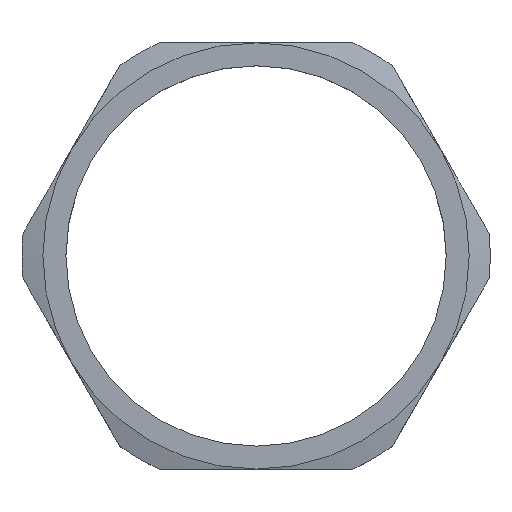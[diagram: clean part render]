
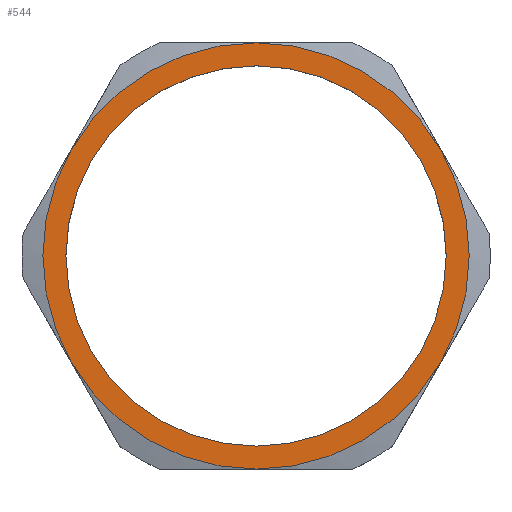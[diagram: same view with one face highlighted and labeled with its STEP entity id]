
A CAD part, top view. The second image highlights one B-rep face of the part: STEP entity #544.
In plain terms, the highlighted planar face has unit normal (0, 0, 1).
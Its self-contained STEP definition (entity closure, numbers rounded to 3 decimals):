
#52 = ORIENTED_EDGE ( 'NONE', *, *, #361, .F. ) ;
#54 = EDGE_LOOP ( 'NONE', ( #678, #587 ) ) ;
#58 = AXIS2_PLACEMENT_3D ( 'NONE', #451, #440, #437 ) ;
#65 = VERTEX_POINT ( 'NONE', #640 ) ;
#75 = VERTEX_POINT ( 'NONE', #656 ) ;
#81 = AXIS2_PLACEMENT_3D ( 'NONE', #479, #478, #476 ) ;
#97 = AXIS2_PLACEMENT_3D ( 'NONE', #583, #582, #579 ) ;
#103 = AXIS2_PLACEMENT_3D ( 'NONE', #621, #620, #618 ) ;
#121 = AXIS2_PLACEMENT_3D ( 'NONE', #675, #674, #673 ) ;
#123 = AXIS2_PLACEMENT_3D ( 'NONE', #693, #691, #690 ) ;
#126 = EDGE_LOOP ( 'NONE', ( #52, #175, #787, #777, #323, #367 ) ) ;
#143 = AXIS2_PLACEMENT_3D ( 'NONE', #758, #754, #752 ) ;
#164 = AXIS2_PLACEMENT_3D ( 'NONE', #369, #363, #324 ) ;
#175 = ORIENTED_EDGE ( 'NONE', *, *, #322, .F. ) ;
#193 = AXIS2_PLACEMENT_3D ( 'NONE', #509, #508, #502 ) ;
#245 = EDGE_CURVE ( 'NONE', #611, #677, #252, .T. ) ;
#252 = CIRCLE ( 'NONE', #164, 25.5 ) ;
#282 = CIRCLE ( 'NONE', #143, 25.5 ) ;
#284 = EDGE_CURVE ( 'NONE', #677, #75, #282, .T. ) ;
#290 = CARTESIAN_POINT ( 'NONE',  ( -22.084, -12.75, 2.5 ) ) ;
#303 = VERTEX_POINT ( 'NONE', #725 ) ;
#304 = VERTEX_POINT ( 'NONE', #723 ) ;
#322 = EDGE_CURVE ( 'NONE', #75, #304, #335, .T. ) ;
#323 = ORIENTED_EDGE ( 'NONE', *, *, #477, .F. ) ;
#324 = DIRECTION ( 'NONE',  ( 0., 1., 0. ) ) ;
#331 = EDGE_CURVE ( 'NONE', #350, #368, #786, .T. ) ;
#334 = CIRCLE ( 'NONE', #81, 22.75 ) ;
#335 = CIRCLE ( 'NONE', #123, 25.5 ) ;
#344 = CIRCLE ( 'NONE', #97, 25.5 ) ;
#350 = VERTEX_POINT ( 'NONE', #649 ) ;
#361 = EDGE_CURVE ( 'NONE', #304, #65, #549, .T. ) ;
#363 = DIRECTION ( 'NONE',  ( 0., 0., -1. ) ) ;
#367 = ORIENTED_EDGE ( 'NONE', *, *, #401, .F. ) ;
#368 = VERTEX_POINT ( 'NONE', #646 ) ;
#369 = CARTESIAN_POINT ( 'NONE',  ( 0., 0., 2.5 ) ) ;
#395 = CARTESIAN_POINT ( 'NONE',  ( 0., -25.5, 2.5 ) ) ;
#401 = EDGE_CURVE ( 'NONE', #65, #303, #344, .T. ) ;
#437 = DIRECTION ( 'NONE',  ( 1., 0., 0. ) ) ;
#440 = DIRECTION ( 'NONE',  ( 0., 0., 1. ) ) ;
#448 = PLANE ( 'NONE',  #58 ) ;
#451 = CARTESIAN_POINT ( 'NONE',  ( 0., 0., 2.5 ) ) ;
#476 = DIRECTION ( 'NONE',  ( 1., 0., 0. ) ) ;
#477 = EDGE_CURVE ( 'NONE', #303, #611, #568, .T. ) ;
#478 = DIRECTION ( 'NONE',  ( 0., 0., 1. ) ) ;
#479 = CARTESIAN_POINT ( 'NONE',  ( 0., 0., 2.5 ) ) ;
#502 = DIRECTION ( 'NONE',  ( 0., 1., 0. ) ) ;
#508 = DIRECTION ( 'NONE',  ( 0., 0., -1. ) ) ;
#509 = CARTESIAN_POINT ( 'NONE',  ( 0., 0., 2.5 ) ) ;
#523 = EDGE_CURVE ( 'NONE', #368, #350, #334, .T. ) ;
#544 = ADVANCED_FACE ( 'NONE', ( #600, #753 ), #448, .T. ) ;
#549 = CIRCLE ( 'NONE', #103, 25.5 ) ;
#568 = CIRCLE ( 'NONE', #193, 25.5 ) ;
#579 = DIRECTION ( 'NONE',  ( 0., 1., 0. ) ) ;
#582 = DIRECTION ( 'NONE',  ( 0., 0., -1. ) ) ;
#583 = CARTESIAN_POINT ( 'NONE',  ( 0., 0., 2.5 ) ) ;
#587 = ORIENTED_EDGE ( 'NONE', *, *, #523, .F. ) ;
#600 = FACE_BOUND ( 'NONE', #54, .T. ) ;
#611 = VERTEX_POINT ( 'NONE', #395 ) ;
#618 = DIRECTION ( 'NONE',  ( 0., 1., 0. ) ) ;
#620 = DIRECTION ( 'NONE',  ( 0., 0., -1. ) ) ;
#621 = CARTESIAN_POINT ( 'NONE',  ( 0., 0., 2.5 ) ) ;
#640 = CARTESIAN_POINT ( 'NONE',  ( 22.084, 12.75, 2.5 ) ) ;
#646 = CARTESIAN_POINT ( 'NONE',  ( -22.75, 0., 2.5 ) ) ;
#649 = CARTESIAN_POINT ( 'NONE',  ( 22.75, 0., 2.5 ) ) ;
#656 = CARTESIAN_POINT ( 'NONE',  ( -22.084, 12.75, 2.5 ) ) ;
#673 = DIRECTION ( 'NONE',  ( 1., 0., 0. ) ) ;
#674 = DIRECTION ( 'NONE',  ( 0., 0., 1. ) ) ;
#675 = CARTESIAN_POINT ( 'NONE',  ( 0., 0., 2.5 ) ) ;
#677 = VERTEX_POINT ( 'NONE', #290 ) ;
#678 = ORIENTED_EDGE ( 'NONE', *, *, #331, .F. ) ;
#690 = DIRECTION ( 'NONE',  ( 0., 1., 0. ) ) ;
#691 = DIRECTION ( 'NONE',  ( 0., 0., -1. ) ) ;
#693 = CARTESIAN_POINT ( 'NONE',  ( 0., 0., 2.5 ) ) ;
#723 = CARTESIAN_POINT ( 'NONE',  ( 0., 25.5, 2.5 ) ) ;
#725 = CARTESIAN_POINT ( 'NONE',  ( 22.084, -12.75, 2.5 ) ) ;
#752 = DIRECTION ( 'NONE',  ( 0., 1., 0. ) ) ;
#753 = FACE_OUTER_BOUND ( 'NONE', #126, .T. ) ;
#754 = DIRECTION ( 'NONE',  ( 0., 0., -1. ) ) ;
#758 = CARTESIAN_POINT ( 'NONE',  ( 0., 0., 2.5 ) ) ;
#777 = ORIENTED_EDGE ( 'NONE', *, *, #245, .F. ) ;
#786 = CIRCLE ( 'NONE', #121, 22.75 ) ;
#787 = ORIENTED_EDGE ( 'NONE', *, *, #284, .F. ) ;
